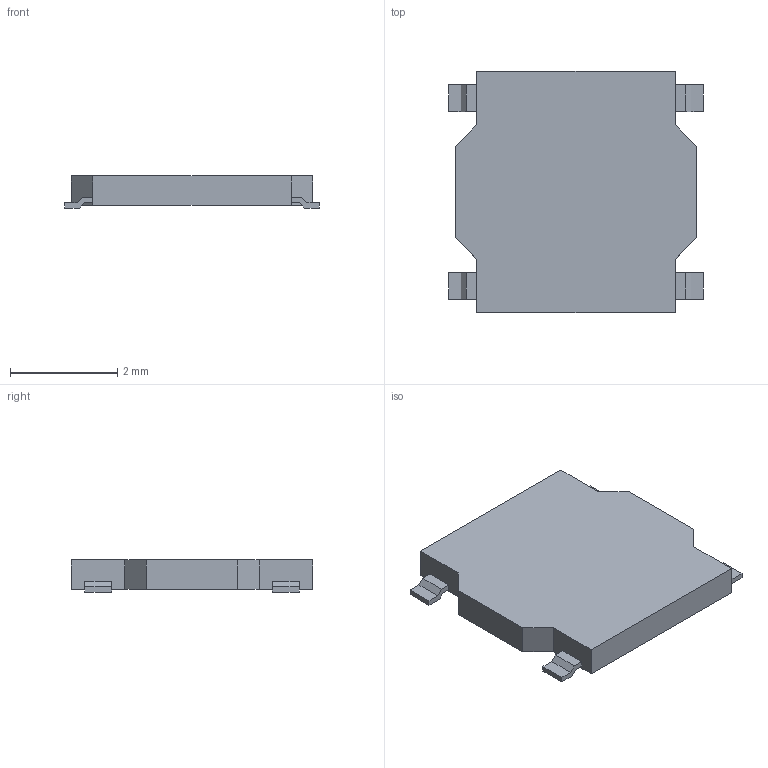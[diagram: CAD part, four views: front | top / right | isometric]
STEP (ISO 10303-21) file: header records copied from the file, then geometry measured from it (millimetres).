
FILE_DESCRIPTION( ( '' ), ' ' );
FILE_NAME( '59cf98681aa3f50cc58828b5.step', '2017-09-30T13:13:12', ( '' ), ( '' ), ' ', ' ', ' ' );
FILE_SCHEMA( ( 'AUTOMOTIVE_DESIGN { 1 0 10303 214 1 1 1 1 }' ) );
Length unit declared in the file: metre
Products named in the file (1): Open CASCADE STEP translator 6.8 1
Bounding box: 4.75 x 4.5 x 0.6 mm (x, y, z)
Volume: 10.2 mm3; surface area: 48.8 mm2
Topology: 1 solids, 1 shells, 50 faces, 132 edges, 88 vertices
Faces by surface type: plane 50
Entity records: 2592 total; most frequent: CARTESIAN_POINT 271, ORIENTED_EDGE 264, DIRECTION 234, STYLED_ITEM 182, PRESENTATION_STYLE_ASSIGNMENT 182, COLOUR_RGB 182, EDGE_CURVE 132, CURVE_STYLE 132
